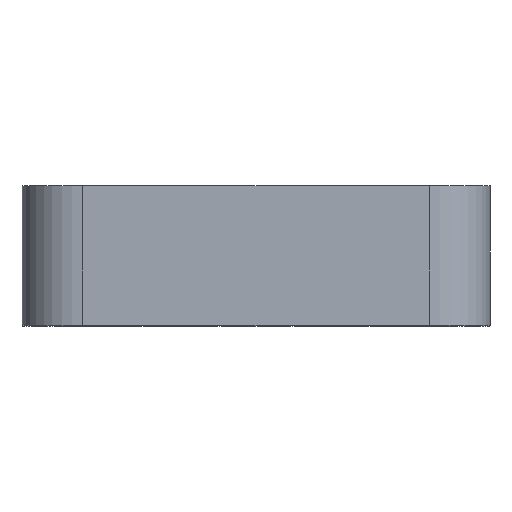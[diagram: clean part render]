
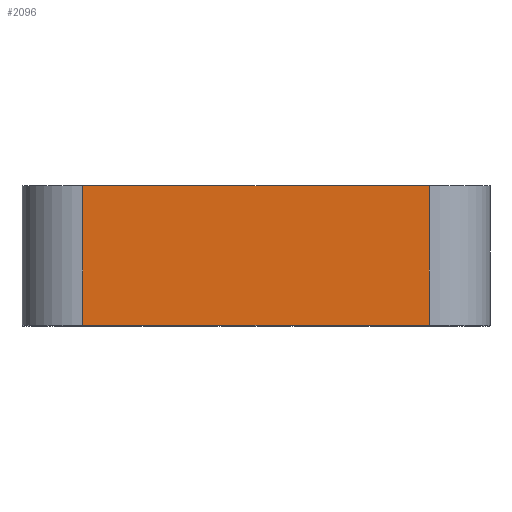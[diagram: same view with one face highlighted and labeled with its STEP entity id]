
A CAD part, top view. The second image highlights one B-rep face of the part: STEP entity #2096.
In plain terms, the highlighted planar face has unit normal (0, 0, 1).
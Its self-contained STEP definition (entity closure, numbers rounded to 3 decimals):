
#440=ORIENTED_EDGE('',*,*,#721,.T.);
#441=ORIENTED_EDGE('',*,*,#722,.T.);
#442=ORIENTED_EDGE('',*,*,#723,.T.);
#443=ORIENTED_EDGE('',*,*,#566,.F.);
#566=EDGE_CURVE('',#788,#789,#922,.T.);
#721=EDGE_CURVE('',#788,#878,#1066,.F.);
#722=EDGE_CURVE('',#878,#879,#1067,.T.);
#723=EDGE_CURVE('',#879,#789,#1068,.T.);
#788=VERTEX_POINT('',#2755);
#789=VERTEX_POINT('',#2757);
#878=VERTEX_POINT('',#3055);
#879=VERTEX_POINT('',#3059);
#922=LINE('',#2756,#1112);
#1066=LINE('',#3056,#1256);
#1067=LINE('',#3058,#1257);
#1068=LINE('',#3060,#1258);
#1112=VECTOR('',#2313,1000.);
#1256=VECTOR('',#2589,1000.);
#1257=VECTOR('',#2592,1000.);
#1258=VECTOR('',#2593,1000.);
#1328=EDGE_LOOP('',(#440,#441,#442,#443));
#1408=FACE_BOUND('',#1328,.T.);
#1477=PLANE('',#2204);
#2096=ADVANCED_FACE('',(#1408),#1477,.T.);
#2204=AXIS2_PLACEMENT_3D('',#3057,#2590,#2591);
#2313=DIRECTION('',(1.,0.,0.));
#2589=DIRECTION('',(0.,1.,0.));
#2590=DIRECTION('',(0.,0.,1.));
#2591=DIRECTION('',(1.,0.,0.));
#2592=DIRECTION('',(1.,0.,0.));
#2593=DIRECTION('',(0.,1.,0.));
#2755=CARTESIAN_POINT('',(0.398,1.5,10.4));
#2756=CARTESIAN_POINT('',(0.398,1.5,10.4));
#2757=CARTESIAN_POINT('',(6.098,1.5,10.4));
#3055=CARTESIAN_POINT('',(0.398,-0.8,10.4));
#3056=CARTESIAN_POINT('',(0.398,1.5,10.4));
#3057=CARTESIAN_POINT('',(0.398,1.5,10.4));
#3058=CARTESIAN_POINT('',(0.398,-0.8,10.4));
#3059=CARTESIAN_POINT('',(6.098,-0.8,10.4));
#3060=CARTESIAN_POINT('',(6.098,1.5,10.4));
